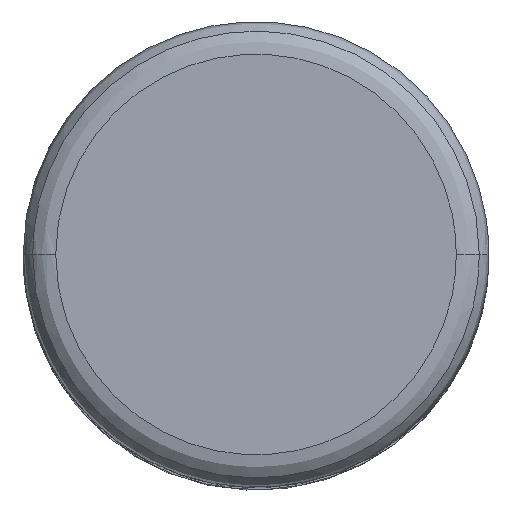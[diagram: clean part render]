
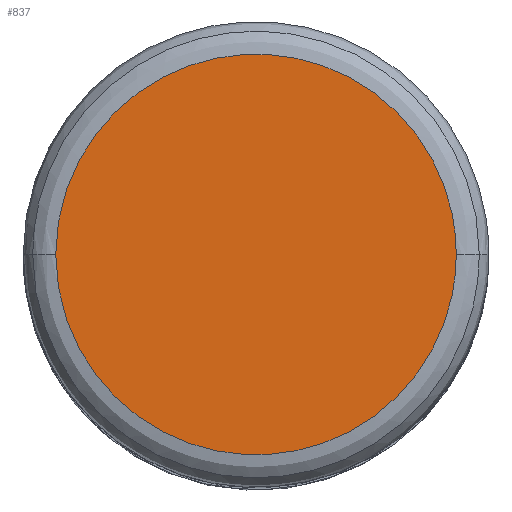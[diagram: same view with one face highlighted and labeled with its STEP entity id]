
A CAD part, top view. The second image highlights one B-rep face of the part: STEP entity #837.
In plain terms, the highlighted free-form (B-spline) face has degree [1, 1] with [2, 2] control points.
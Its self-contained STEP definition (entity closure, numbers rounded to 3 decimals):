
#796=CARTESIAN_POINT('F2',(-6.765,-6.765,
   11.0));
#797=CARTESIAN_POINT('F2',(6.765,-6.765,11.0)
   );
#798=CARTESIAN_POINT('F2',(-6.765,6.765,11.0)
   );
#799=CARTESIAN_POINT('F2',(6.765,6.765,11.0)
   );
#800=QUASI_UNIFORM_SURFACE('F2',1,1,((#796,#798),(#797,#799)),
   .PLANE_SURF.,.F.,.F.,.U.);
#801=CARTESIAN_POINT('V17',(-6.15,0.0,11.0));
#802=VERTEX_POINT('V17',#801);
#803=CARTESIAN_POINT('V14',(6.15,0.0,11.0));
#804=VERTEX_POINT('V14',#803);
#805=CARTESIAN_POINT('E5',(-6.15,0.0,11.0));
#806=CARTESIAN_POINT('E5',(-6.15,-6.15,
   11.0));
#807=CARTESIAN_POINT('E5',(0.0,-6.15,11.0));
#808=CARTESIAN_POINT('E5',(6.15,-6.15,11.0)
   );
#809=CARTESIAN_POINT('E5',(6.15,0.0,11.0));
#817=(BOUNDED_CURVE()B_SPLINE_CURVE(2,(#805,#806,#807,#808,#809),
   .CIRCULAR_ARC.,.F.,.U.)B_SPLINE_CURVE_WITH_KNOTS((3,2,3),(0.0,
   0.5,1.0),.UNSPECIFIED.)CURVE()
   GEOMETRIC_REPRESENTATION_ITEM()RATIONAL_B_SPLINE_CURVE((1.0,
   0.707,1.0,0.707,1.0))REPRESENTATION_ITEM(
   'E5'));
#818=EDGE_CURVE('E5',#802,#804,#817,.T.);
#819=ORIENTED_EDGE('E5',*,*,#818,.T.);
#820=CARTESIAN_POINT('E4',(-6.15,0.0,11.0));
#821=CARTESIAN_POINT('E4',(-6.15,6.15,11.0)
   );
#822=CARTESIAN_POINT('E4',(0.0,6.15,11.0));
#823=CARTESIAN_POINT('E4',(6.15,6.15,11.0)
   );
#824=CARTESIAN_POINT('E4',(6.15,0.0,11.0));
#832=(BOUNDED_CURVE()B_SPLINE_CURVE(2,(#820,#821,#822,#823,#824),
   .CIRCULAR_ARC.,.F.,.U.)B_SPLINE_CURVE_WITH_KNOTS((3,2,3),(0.0,
   0.5,1.0),.UNSPECIFIED.)CURVE()
   GEOMETRIC_REPRESENTATION_ITEM()RATIONAL_B_SPLINE_CURVE((1.0,
   0.707,1.0,0.707,1.0))REPRESENTATION_ITEM(
   'E4'));
#833=EDGE_CURVE('E4',#802,#804,#832,.T.);
#834=ORIENTED_EDGE('E4',*,*,#833,.F.);
#835=EDGE_LOOP('F2',(#819,#834));
#836=FACE_OUTER_BOUND('F2',#835,.T.);
#837=ADVANCED_FACE('F2',(#836),#800,.T.);
